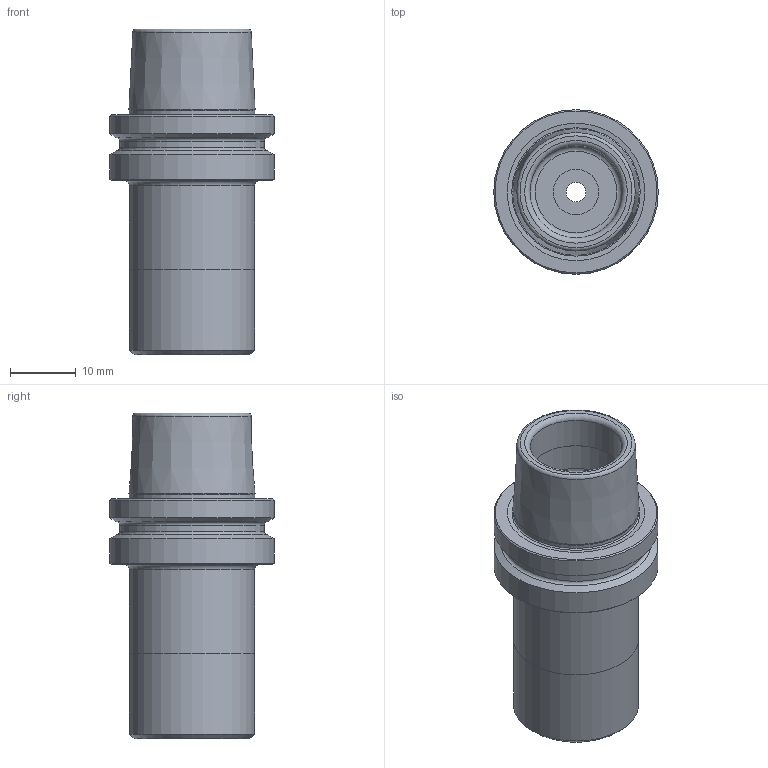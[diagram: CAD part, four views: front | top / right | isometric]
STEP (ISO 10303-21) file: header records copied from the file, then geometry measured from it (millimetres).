
FILE_DESCRIPTION(/* description */ (''),/* implementation_level */ '2;1');
FILE_NAME(/* name */ '252511618.stp',/* time_stamp */ '2021-01-08T12:41:59',/* author */ ('LRA'),/* organization */ ('REGO-FIX'),/* preprocessor_version */ ' Unknown',/* originating_system */ 'SIEMENS PLM Software Solid Edge ST10',/* authorization */ 'Unknown');
FILE_SCHEMA (('AUTOMOTIVE_DESIGN { 1 0 10303 214 2 1 1}'));
Length unit declared in the file: millimetre
Products named in the file (1): NOCUT
Bounding box: 25 x 25 x 49.5 mm (x, y, z)
Volume: 9057.1 mm3; surface area: 5963.4 mm2
Topology: 1 solids, 1 shells, 42 faces, 85 edges, 49 vertices
Faces by surface type: cylinder 13, cone 12, torus 11, plane 6
Full cylindrical faces by diameter (mm): 3 x1, 6.917 x1, 8.4 x1, 10.5 x1, 14 x2, 16.4 x1, 19 x2, 19.059 x1, 22 x1, 25 x2
Entity records: 1181 total; most frequent: DIRECTION 176, CARTESIAN_POINT 130, AXIS2_PLACEMENT_3D 88, ORIENTED_EDGE 84, EDGE_LOOP 84, FACE_BOUND 84, EDGE_CURVE 42, VERTEX_POINT 42
